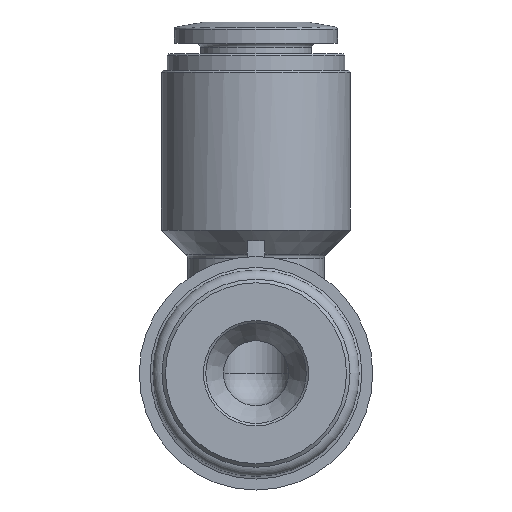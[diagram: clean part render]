
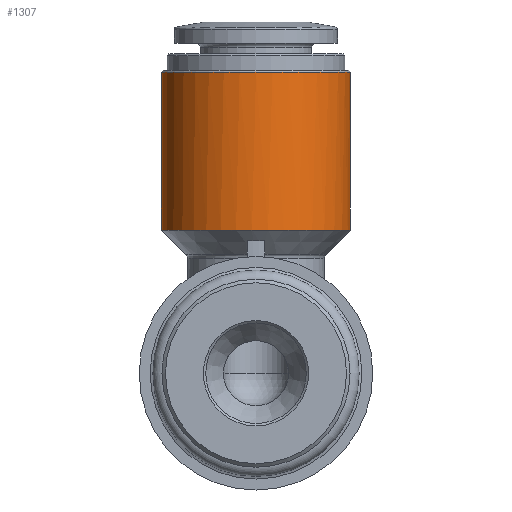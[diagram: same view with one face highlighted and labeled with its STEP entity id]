
A CAD part, front view. The second image highlights one B-rep face of the part: STEP entity #1307.
In plain terms, the highlighted cylindrical face has radius 8 mm (diameter 16 mm), a full revolution.
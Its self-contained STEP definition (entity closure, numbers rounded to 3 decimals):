
#121=CIRCLE('',#1357,8.);
#161=CIRCLE('',#1436,8.);
#299=ORIENTED_EDGE('',*,*,#401,.F.);
#300=ORIENTED_EDGE('',*,*,#449,.T.);
#401=EDGE_CURVE('',#496,#496,#121,.T.);
#449=EDGE_CURVE('',#538,#538,#161,.T.);
#496=VERTEX_POINT('',#1836);
#538=VERTEX_POINT('',#1989);
#640=EDGE_LOOP('',(#299));
#641=EDGE_LOOP('',(#300));
#752=FACE_BOUND('',#640,.T.);
#753=FACE_BOUND('',#641,.T.);
#794=CYLINDRICAL_SURFACE('',#1437,8.);
#1307=ADVANCED_FACE('',(#752,#753),#794,.T.);
#1357=AXIS2_PLACEMENT_3D('',#1835,#1530,#1531);
#1436=AXIS2_PLACEMENT_3D('',#1988,#1688,#1689);
#1437=AXIS2_PLACEMENT_3D('',#1990,#1690,#1691);
#1530=DIRECTION('',(0.,0.,-1.));
#1531=DIRECTION('',(-1.,0.,0.));
#1688=DIRECTION('',(0.,0.,-1.));
#1689=DIRECTION('',(-1.,0.,0.));
#1690=DIRECTION('',(0.,0.,-1.));
#1691=DIRECTION('',(-1.,0.,0.));
#1835=CARTESIAN_POINT('',(0.,21.5,12.1));
#1836=CARTESIAN_POINT('',(-8.,21.5,12.1));
#1988=CARTESIAN_POINT('',(0.,21.5,25.459));
#1989=CARTESIAN_POINT('',(-8.,21.5,25.459));
#1990=CARTESIAN_POINT('',(0.,21.5,-5.8));
